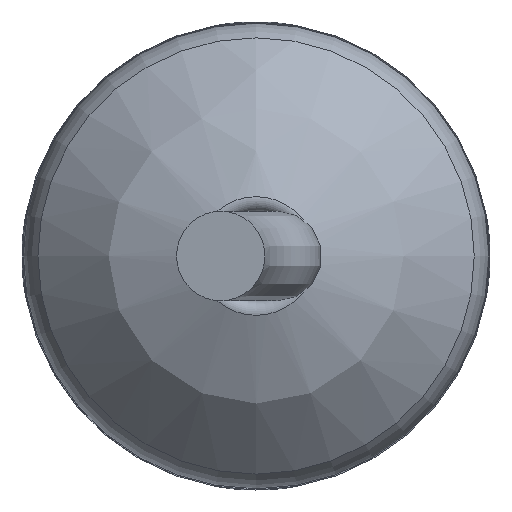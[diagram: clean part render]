
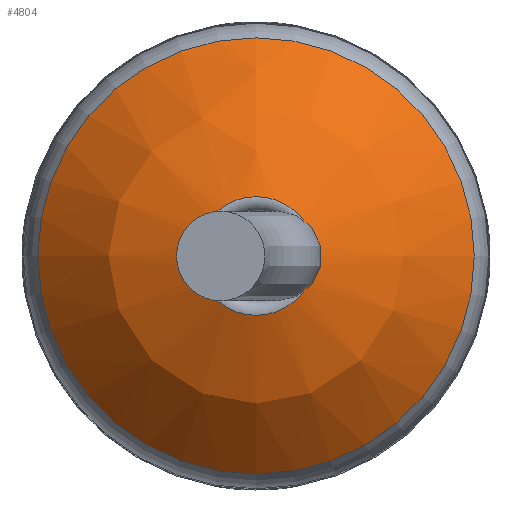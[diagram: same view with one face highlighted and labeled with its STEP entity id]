
A CAD part, left-side view. The second image highlights one B-rep face of the part: STEP entity #4804.
In plain terms, the highlighted free-form (B-spline) face has degree [2, 2] with [3, 9] control points.
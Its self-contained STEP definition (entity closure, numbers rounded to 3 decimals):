
#745=(
BOUNDED_SURFACE()
B_SPLINE_SURFACE(2,2,((#5843,#5844,#5845,#5846,#5847,#5848,#5849,#5850,
#5851),(#5852,#5853,#5854,#5855,#5856,#5857,#5858,#5859,#5860),(#5861,#5862,
#5863,#5864,#5865,#5866,#5867,#5868,#5869)),.UNSPECIFIED.,.F.,.T.,.F.)
B_SPLINE_SURFACE_WITH_KNOTS((3,3),(3,2,2,2,3),(-1.337,-0.655),
(-3.142,-1.571,0.,1.571,3.142),
 .UNSPECIFIED.)
GEOMETRIC_REPRESENTATION_ITEM()
RATIONAL_B_SPLINE_SURFACE(((1.,0.707,1.,0.707,1.,
0.707,1.,0.707,1.),(0.942,0.666,
0.942,0.666,0.942,0.666,
0.942,0.666,0.942),(1.,0.707,
1.,0.707,1.,0.707,1.,0.707,1.)))
REPRESENTATION_ITEM('')
SURFACE()
);
#1291=FACE_OUTER_BOUND('',#1577,.T.);
#1577=EDGE_LOOP('',(#3260,#3261,#3262,#3263,#3264));
#1891=CIRCLE('',#5117,18.507);
#1895=CIRCLE('',#5121,18.507);
#1899=CIRCLE('',#5126,24.);
#1900=CIRCLE('',#5127,5.031);
#1962=VERTEX_POINT('',#5826);
#1963=VERTEX_POINT('',#5827);
#1969=VERTEX_POINT('',#5870);
#2475=EDGE_CURVE('',#1962,#1963,#1891,.T.);
#2479=EDGE_CURVE('',#1963,#1962,#1895,.T.);
#2484=EDGE_CURVE('',#1962,#1969,#1899,.T.);
#2485=EDGE_CURVE('',#1969,#1969,#1900,.T.);
#3260=ORIENTED_EDGE('',*,*,#2475,.F.);
#3261=ORIENTED_EDGE('',*,*,#2484,.T.);
#3262=ORIENTED_EDGE('',*,*,#2485,.T.);
#3263=ORIENTED_EDGE('',*,*,#2484,.F.);
#3264=ORIENTED_EDGE('',*,*,#2479,.F.);
#4804=ADVANCED_FACE('',(#1291),#745,.F.);
#5117=AXIS2_PLACEMENT_3D('',#5828,#5272,#5273);
#5121=AXIS2_PLACEMENT_3D('',#5834,#5280,#5281);
#5126=AXIS2_PLACEMENT_3D('',#5871,#5291,#5292);
#5127=AXIS2_PLACEMENT_3D('',#5872,#5293,#5294);
#5272=DIRECTION('center_axis',(1.,0.,0.));
#5273=DIRECTION('ref_axis',(0.,1.,0.));
#5280=DIRECTION('center_axis',(1.,0.,0.));
#5281=DIRECTION('ref_axis',(0.,1.,0.));
#5291=DIRECTION('center_axis',(0.,-1.,0.));
#5292=DIRECTION('ref_axis',(0.,0.,1.));
#5293=DIRECTION('center_axis',(1.,0.,0.));
#5294=DIRECTION('ref_axis',(0.,-1.,0.));
#5826=CARTESIAN_POINT('',(-31.277,0.,18.507));
#5827=CARTESIAN_POINT('',(-31.277,0.,-18.507));
#5828=CARTESIAN_POINT('Origin',(-31.277,0.,
0.));
#5834=CARTESIAN_POINT('Origin',(-31.277,0.,
0.));
#5843=CARTESIAN_POINT('Ctrl Pts',(-40.,0.,
5.031));
#5844=CARTESIAN_POINT('Ctrl Pts',(-40.,-5.031,5.031));
#5845=CARTESIAN_POINT('Ctrl Pts',(-40.,-5.031,0.));
#5846=CARTESIAN_POINT('Ctrl Pts',(-40.,-5.031,-5.031));
#5847=CARTESIAN_POINT('Ctrl Pts',(-40.,0.,
-5.031));
#5848=CARTESIAN_POINT('Ctrl Pts',(-40.,5.031,-5.031));
#5849=CARTESIAN_POINT('Ctrl Pts',(-40.,5.031,0.));
#5850=CARTESIAN_POINT('Ctrl Pts',(-40.,5.031,5.031));
#5851=CARTESIAN_POINT('Ctrl Pts',(-40.,0.,
5.031));
#5852=CARTESIAN_POINT('Ctrl Pts',(-38.029,0.,
13.317));
#5853=CARTESIAN_POINT('Ctrl Pts',(-38.029,-13.317,13.317));
#5854=CARTESIAN_POINT('Ctrl Pts',(-38.029,-13.317,0.));
#5855=CARTESIAN_POINT('Ctrl Pts',(-38.029,-13.317,-13.317));
#5856=CARTESIAN_POINT('Ctrl Pts',(-38.029,0.,
-13.317));
#5857=CARTESIAN_POINT('Ctrl Pts',(-38.029,13.317,-13.317));
#5858=CARTESIAN_POINT('Ctrl Pts',(-38.029,13.317,0.));
#5859=CARTESIAN_POINT('Ctrl Pts',(-38.029,13.317,13.317));
#5860=CARTESIAN_POINT('Ctrl Pts',(-38.029,0.,
13.317));
#5861=CARTESIAN_POINT('Ctrl Pts',(-31.277,0.,
18.507));
#5862=CARTESIAN_POINT('Ctrl Pts',(-31.277,-18.507,18.507));
#5863=CARTESIAN_POINT('Ctrl Pts',(-31.277,-18.507,0.));
#5864=CARTESIAN_POINT('Ctrl Pts',(-31.277,-18.507,-18.507));
#5865=CARTESIAN_POINT('Ctrl Pts',(-31.277,0.,
-18.507));
#5866=CARTESIAN_POINT('Ctrl Pts',(-31.277,18.507,-18.507));
#5867=CARTESIAN_POINT('Ctrl Pts',(-31.277,18.507,0.));
#5868=CARTESIAN_POINT('Ctrl Pts',(-31.277,18.507,18.507));
#5869=CARTESIAN_POINT('Ctrl Pts',(-31.277,0.,
18.507));
#5870=CARTESIAN_POINT('',(-40.,0.,5.031));
#5871=CARTESIAN_POINT('Origin',(-16.651,0.,
-0.522));
#5872=CARTESIAN_POINT('Origin',(-40.,0.,0.));
